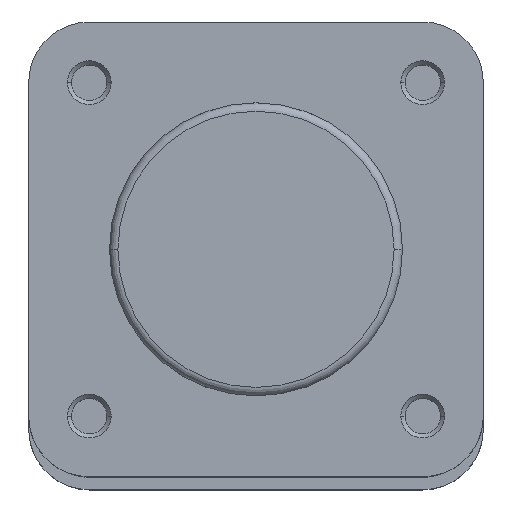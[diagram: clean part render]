
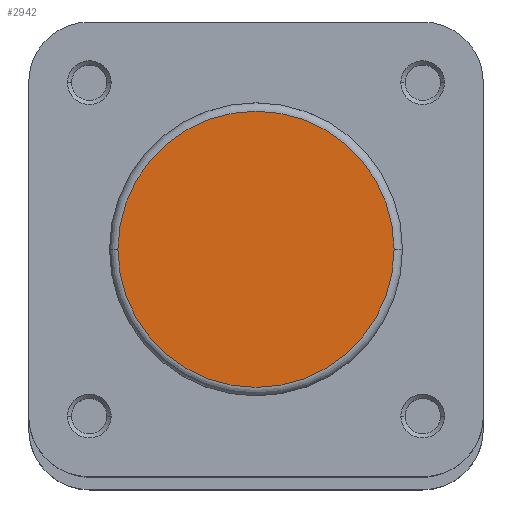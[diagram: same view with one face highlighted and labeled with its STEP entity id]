
A CAD part, top view. The second image highlights one B-rep face of the part: STEP entity #2942.
In plain terms, the highlighted planar face has unit normal (0, 0, 1).
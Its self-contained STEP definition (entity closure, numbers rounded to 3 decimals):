
#427 = AXIS2_PLACEMENT_3D ( 'NONE', #4239, #4240, #4241 ) ;
#463 = AXIS2_PLACEMENT_3D ( 'NONE', #4402, #4411, #4412 ) ;
#531 = AXIS2_PLACEMENT_3D ( 'NONE', #4632, #4635, #4636 ) ;
#862 = VERTEX_POINT ( 'NONE', #1567 ) ;
#918 = VERTEX_POINT ( 'NONE', #1623 ) ;
#1567 = CARTESIAN_POINT ( 'NONE',  ( -16.4, 0., 0. ) ) ;
#1623 = CARTESIAN_POINT ( 'NONE',  ( 16.4, 0., 0. ) ) ;
#2216 = ORIENTED_EDGE ( 'NONE', *, *, #2706, .T. ) ;
#2453 = ORIENTED_EDGE ( 'NONE', *, *, #2775, .T. ) ;
#2706 = EDGE_CURVE ( 'NONE', #918, #862, #4075, .T. ) ;
#2775 = EDGE_CURVE ( 'NONE', #862, #918, #4179, .T. ) ;
#2942 = ADVANCED_FACE ( 'NONE', ( #5529 ), #4633, .F. ) ;
#3475 = EDGE_LOOP ( 'NONE', ( #2453, #2216 ) ) ;
#4075 = CIRCLE ( 'NONE', #427, 16.4 ) ;
#4179 = CIRCLE ( 'NONE', #463, 16.4 ) ;
#4239 = CARTESIAN_POINT ( 'NONE',  ( 0., 0., 0. ) ) ;
#4240 = DIRECTION ( 'NONE',  ( 0., 0., 1. ) ) ;
#4241 = DIRECTION ( 'NONE',  ( -1., 0., 0. ) ) ;
#4402 = CARTESIAN_POINT ( 'NONE',  ( 0., 0., 0. ) ) ;
#4411 = DIRECTION ( 'NONE',  ( 0., 0., 1. ) ) ;
#4412 = DIRECTION ( 'NONE',  ( -1., 0., 0. ) ) ;
#4632 = CARTESIAN_POINT ( 'NONE',  ( 0., 17.4, 0. ) ) ;
#4633 = PLANE ( 'NONE',  #531 ) ;
#4635 = DIRECTION ( 'NONE',  ( 0., 0., -1. ) ) ;
#4636 = DIRECTION ( 'NONE',  ( -1., 0., 0. ) ) ;
#5529 = FACE_OUTER_BOUND ( 'NONE', #3475, .T. ) ;
